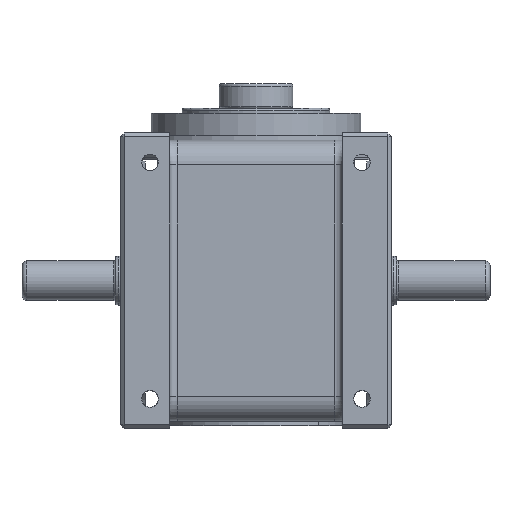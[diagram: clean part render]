
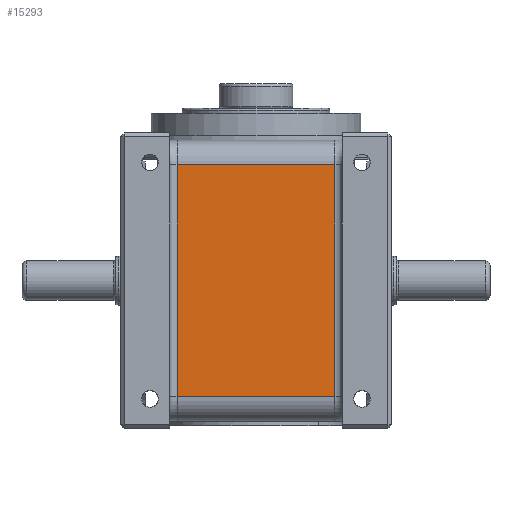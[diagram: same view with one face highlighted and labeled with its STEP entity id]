
A CAD part, front view. The second image highlights one B-rep face of the part: STEP entity #15293.
In plain terms, the highlighted planar face has unit normal (0, -1, 0).
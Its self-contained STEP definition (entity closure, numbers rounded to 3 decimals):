
#2040 = CARTESIAN_POINT ( 'NONE',  ( 32., 3., -47. ) ) ;
#2049 = EDGE_LOOP ( 'NONE', ( #24811, #17677, #19361, #25336 ) ) ;
#3623 = CARTESIAN_POINT ( 'NONE',  ( 32., 3., 57. ) ) ;
#3630 = VERTEX_POINT ( 'NONE', #10735 ) ;
#3799 = VERTEX_POINT ( 'NONE', #5625 ) ;
#5432 = LINE ( 'NONE', #23268, #21858 ) ;
#5616 = LINE ( 'NONE', #19495, #21399 ) ;
#5625 = CARTESIAN_POINT ( 'NONE',  ( -32., 3., 47. ) ) ;
#7444 = AXIS2_PLACEMENT_3D ( 'NONE', #16985, #10855, #25288 ) ;
#7743 = DIRECTION ( 'NONE',  ( 0., 0., 1. ) ) ;
#8714 = VERTEX_POINT ( 'NONE', #2040 ) ;
#8858 = DIRECTION ( 'NONE',  ( 0., 0., -1. ) ) ;
#9282 = VECTOR ( 'NONE', #7743, 1000. ) ;
#10735 = CARTESIAN_POINT ( 'NONE',  ( -32., 3., -47. ) ) ;
#10855 = DIRECTION ( 'NONE',  ( 0., 1., 0. ) ) ;
#14759 = LINE ( 'NONE', #3623, #9282 ) ;
#15293 = ADVANCED_FACE ( 'NONE', ( #22792 ), #21130, .F. ) ;
#15395 = DIRECTION ( 'NONE',  ( 1., 0., 0. ) ) ;
#15414 = VECTOR ( 'NONE', #24144, 1000. ) ;
#16012 = CARTESIAN_POINT ( 'NONE',  ( 32., 3., 47. ) ) ;
#16052 = LINE ( 'NONE', #22039, #15414 ) ;
#16163 = EDGE_CURVE ( 'NONE', #3630, #8714, #5616, .T. ) ;
#16985 = CARTESIAN_POINT ( 'NONE',  ( -35., 3., -110. ) ) ;
#17677 = ORIENTED_EDGE ( 'NONE', *, *, #20417, .T. ) ;
#17738 = VERTEX_POINT ( 'NONE', #16012 ) ;
#19361 = ORIENTED_EDGE ( 'NONE', *, *, #22466, .T. ) ;
#19495 = CARTESIAN_POINT ( 'NONE',  ( -35., 3., -47. ) ) ;
#20417 = EDGE_CURVE ( 'NONE', #17738, #3799, #16052, .T. ) ;
#21130 = PLANE ( 'NONE',  #7444 ) ;
#21399 = VECTOR ( 'NONE', #15395, 1000. ) ;
#21858 = VECTOR ( 'NONE', #8858, 1000. ) ;
#22039 = CARTESIAN_POINT ( 'NONE',  ( -35., 3., 47. ) ) ;
#22466 = EDGE_CURVE ( 'NONE', #3799, #3630, #5432, .T. ) ;
#22774 = EDGE_CURVE ( 'NONE', #8714, #17738, #14759, .T. ) ;
#22792 = FACE_OUTER_BOUND ( 'NONE', #2049, .T. ) ;
#23268 = CARTESIAN_POINT ( 'NONE',  ( -32., 3., -60. ) ) ;
#24144 = DIRECTION ( 'NONE',  ( -1., 0., 0. ) ) ;
#24811 = ORIENTED_EDGE ( 'NONE', *, *, #22774, .T. ) ;
#25288 = DIRECTION ( 'NONE',  ( 0., 0., 1. ) ) ;
#25336 = ORIENTED_EDGE ( 'NONE', *, *, #16163, .T. ) ;
